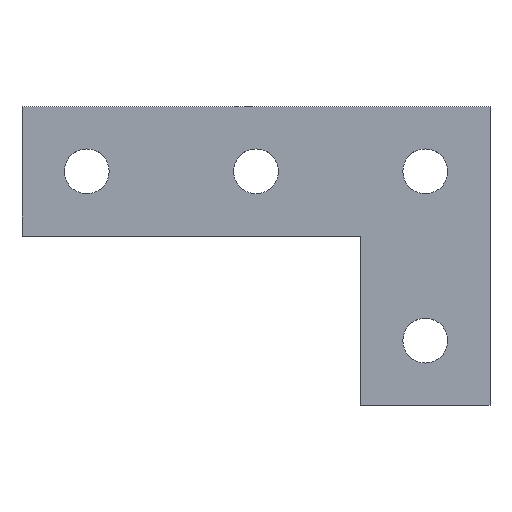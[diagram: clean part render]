
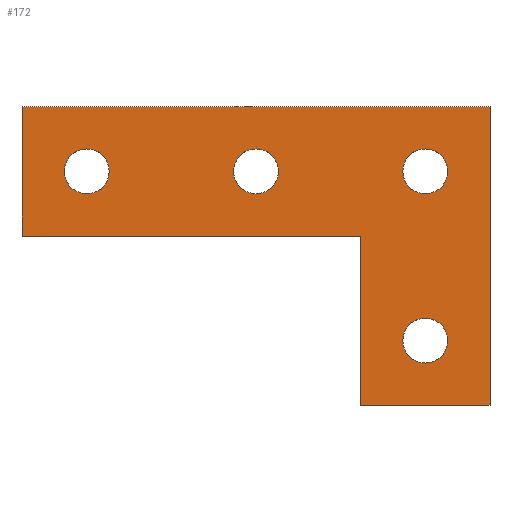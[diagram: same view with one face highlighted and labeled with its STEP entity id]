
A CAD part, top view. The second image highlights one B-rep face of the part: STEP entity #172.
In plain terms, the highlighted planar face has unit normal (0, 0, 1).
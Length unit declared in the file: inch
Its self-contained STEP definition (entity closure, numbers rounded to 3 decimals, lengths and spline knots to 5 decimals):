
#172=ADVANCED_FACE('',(#313,#314,#315,#316,#317),#318,.T.);
#313=FACE_BOUND('',#659,.T.);
#314=FACE_BOUND('',#660,.T.);
#315=FACE_BOUND('',#661,.T.);
#316=FACE_BOUND('',#662,.T.);
#317=FACE_OUTER_BOUND('',#663,.T.);
#318=PLANE('',#664);
#659=EDGE_LOOP('',(#850,#851,#852,#853));
#660=EDGE_LOOP('',(#854,#855,#856,#857));
#661=EDGE_LOOP('',(#858,#859,#860,#861));
#662=EDGE_LOOP('',(#862,#863,#864,#865));
#663=EDGE_LOOP('',(#866,#867,#868,#869,#870,#871));
#664=AXIS2_PLACEMENT_3D('',#872,#873,#874);
#850=ORIENTED_EDGE('',*,*,#962,.F.);
#851=ORIENTED_EDGE('',*,*,#939,.F.);
#852=ORIENTED_EDGE('',*,*,#964,.F.);
#853=ORIENTED_EDGE('',*,*,#876,.F.);
#854=ORIENTED_EDGE('',*,*,#881,.F.);
#855=ORIENTED_EDGE('',*,*,#934,.F.);
#856=ORIENTED_EDGE('',*,*,#937,.F.);
#857=ORIENTED_EDGE('',*,*,#931,.F.);
#858=ORIENTED_EDGE('',*,*,#891,.F.);
#859=ORIENTED_EDGE('',*,*,#926,.F.);
#860=ORIENTED_EDGE('',*,*,#896,.F.);
#861=ORIENTED_EDGE('',*,*,#956,.F.);
#862=ORIENTED_EDGE('',*,*,#958,.F.);
#863=ORIENTED_EDGE('',*,*,#923,.F.);
#864=ORIENTED_EDGE('',*,*,#886,.F.);
#865=ORIENTED_EDGE('',*,*,#928,.F.);
#866=ORIENTED_EDGE('',*,*,#947,.F.);
#867=ORIENTED_EDGE('',*,*,#919,.F.);
#868=ORIENTED_EDGE('',*,*,#953,.F.);
#869=ORIENTED_EDGE('',*,*,#950,.F.);
#870=ORIENTED_EDGE('',*,*,#943,.F.);
#871=ORIENTED_EDGE('',*,*,#960,.F.);
#872=CARTESIAN_POINT('',(1.70326,0.10957,0.125));
#873=DIRECTION('',(0.0,0.0,1.0));
#874=DIRECTION('',(1.0,0.0,0.0));
#876=EDGE_CURVE('',#967,#968,#969,.T.);
#881=EDGE_CURVE('',#976,#977,#978,.T.);
#886=EDGE_CURVE('',#985,#986,#987,.T.);
#891=EDGE_CURVE('',#994,#995,#996,.T.);
#896=EDGE_CURVE('',#1003,#1004,#1005,.T.);
#919=EDGE_CURVE('',#1042,#1043,#1044,.T.);
#923=EDGE_CURVE('',#986,#1048,#1049,.T.);
#926=EDGE_CURVE('',#1004,#994,#1052,.T.);
#928=EDGE_CURVE('',#1054,#985,#1055,.T.);
#931=EDGE_CURVE('',#977,#1058,#1059,.T.);
#934=EDGE_CURVE('',#1062,#976,#1063,.T.);
#937=EDGE_CURVE('',#1058,#1062,#1066,.T.);
#939=EDGE_CURVE('',#1068,#1069,#1070,.T.);
#943=EDGE_CURVE('',#1074,#1075,#1076,.T.);
#947=EDGE_CURVE('',#1043,#1080,#1081,.T.);
#950=EDGE_CURVE('',#1075,#1084,#1085,.T.);
#953=EDGE_CURVE('',#1084,#1042,#1088,.T.);
#956=EDGE_CURVE('',#995,#1003,#1091,.T.);
#958=EDGE_CURVE('',#1048,#1054,#1093,.T.);
#960=EDGE_CURVE('',#1080,#1074,#1095,.T.);
#962=EDGE_CURVE('',#1069,#967,#1097,.T.);
#964=EDGE_CURVE('',#968,#1068,#1099,.T.);
#967=VERTEX_POINT('',#1102);
#968=VERTEX_POINT('',#1103);
#969=B_SPLINE_CURVE_WITH_KNOTS('',3,(#1104,#1105,#1106,#1107),.UNSPECIFIED.,.F.,.F.,(4,4),(0.0,1.0),.UNSPECIFIED.);
#976=VERTEX_POINT('',#1119);
#977=VERTEX_POINT('',#1120);
#978=B_SPLINE_CURVE_WITH_KNOTS('',3,(#1121,#1122,#1123,#1124),.UNSPECIFIED.,.F.,.F.,(4,4),(0.0,1.0),.UNSPECIFIED.);
#985=VERTEX_POINT('',#1136);
#986=VERTEX_POINT('',#1137);
#987=B_SPLINE_CURVE_WITH_KNOTS('',3,(#1138,#1139,#1140,#1141),.UNSPECIFIED.,.F.,.F.,(4,4),(0.0,1.0),.UNSPECIFIED.);
#994=VERTEX_POINT('',#1153);
#995=VERTEX_POINT('',#1154);
#996=B_SPLINE_CURVE_WITH_KNOTS('',3,(#1155,#1156,#1157,#1158),.UNSPECIFIED.,.F.,.F.,(4,4),(0.0,1.0),.UNSPECIFIED.);
#1003=VERTEX_POINT('',#1170);
#1004=VERTEX_POINT('',#1171);
#1005=B_SPLINE_CURVE_WITH_KNOTS('',3,(#1172,#1173,#1174,#1175),.UNSPECIFIED.,.F.,.F.,(4,4),(0.0,1.0),.UNSPECIFIED.);
#1042=VERTEX_POINT('',#1256);
#1043=VERTEX_POINT('',#1257);
#1044=LINE('',#1258,#1259);
#1048=VERTEX_POINT('',#1265);
#1049=B_SPLINE_CURVE_WITH_KNOTS('',3,(#1266,#1267,#1268,#1269),.UNSPECIFIED.,.F.,.F.,(4,4),(0.0,1.0),.UNSPECIFIED.);
#1052=B_SPLINE_CURVE_WITH_KNOTS('',3,(#1273,#1274,#1275,#1276),.UNSPECIFIED.,.F.,.F.,(4,4),(0.0,1.0),.UNSPECIFIED.);
#1054=VERTEX_POINT('',#1278);
#1055=B_SPLINE_CURVE_WITH_KNOTS('',3,(#1279,#1280,#1281,#1282),.UNSPECIFIED.,.F.,.F.,(4,4),(0.0,1.0),.UNSPECIFIED.);
#1058=VERTEX_POINT('',#1286);
#1059=B_SPLINE_CURVE_WITH_KNOTS('',3,(#1287,#1288,#1289,#1290),.UNSPECIFIED.,.F.,.F.,(4,4),(0.0,1.0),.UNSPECIFIED.);
#1062=VERTEX_POINT('',#1294);
#1063=B_SPLINE_CURVE_WITH_KNOTS('',3,(#1295,#1296,#1297,#1298),.UNSPECIFIED.,.F.,.F.,(4,4),(0.0,1.0),.UNSPECIFIED.);
#1066=B_SPLINE_CURVE_WITH_KNOTS('',3,(#1302,#1303,#1304,#1305),.UNSPECIFIED.,.F.,.F.,(4,4),(0.0,1.0),.UNSPECIFIED.);
#1068=VERTEX_POINT('',#1307);
#1069=VERTEX_POINT('',#1308);
#1070=B_SPLINE_CURVE_WITH_KNOTS('',3,(#1309,#1310,#1311,#1312),.UNSPECIFIED.,.F.,.F.,(4,4),(0.0,1.0),.UNSPECIFIED.);
#1074=VERTEX_POINT('',#1318);
#1075=VERTEX_POINT('',#1319);
#1076=LINE('',#1320,#1321);
#1080=VERTEX_POINT('',#1327);
#1081=LINE('',#1328,#1329);
#1084=VERTEX_POINT('',#1333);
#1085=LINE('',#1334,#1335);
#1088=LINE('',#1339,#1340);
#1091=B_SPLINE_CURVE_WITH_KNOTS('',3,(#1343,#1344,#1345,#1346),.UNSPECIFIED.,.F.,.F.,(4,4),(0.0,1.0),.UNSPECIFIED.);
#1093=B_SPLINE_CURVE_WITH_KNOTS('',3,(#1348,#1349,#1350,#1351),.UNSPECIFIED.,.F.,.F.,(4,4),(0.0,1.0),.UNSPECIFIED.);
#1095=LINE('',#1353,#1354);
#1097=B_SPLINE_CURVE_WITH_KNOTS('',3,(#1356,#1357,#1358,#1359),.UNSPECIFIED.,.F.,.F.,(4,4),(0.0,1.0),.UNSPECIFIED.);
#1099=B_SPLINE_CURVE_WITH_KNOTS('',3,(#1361,#1362,#1363,#1364),.UNSPECIFIED.,.F.,.F.,(4,4),(0.0,1.0),.UNSPECIFIED.);
#1102=CARTESIAN_POINT('',(1.46869,0.54685,0.125));
#1103=CARTESIAN_POINT('',(1.32807,0.40622,0.125));
#1104=CARTESIAN_POINT('',(1.46869,0.54685,0.125));
#1105=CARTESIAN_POINT('',(1.39103,0.54685,0.125));
#1106=CARTESIAN_POINT('',(1.32807,0.48389,0.125));
#1107=CARTESIAN_POINT('',(1.32807,0.40622,0.125));
#1119=CARTESIAN_POINT('',(0.54685,0.40622,0.125));
#1120=CARTESIAN_POINT('',(0.40624,0.54685,0.125));
#1121=CARTESIAN_POINT('',(0.54685,0.40622,0.125));
#1122=CARTESIAN_POINT('',(0.54685,0.48389,0.125));
#1123=CARTESIAN_POINT('',(0.4839,0.54685,0.125));
#1124=CARTESIAN_POINT('',(0.40624,0.54685,0.125));
#1136=CARTESIAN_POINT('',(2.39052,-0.65622,0.125));
#1137=CARTESIAN_POINT('',(2.53113,-0.79685,0.125));
#1138=CARTESIAN_POINT('',(2.39052,-0.65622,0.125));
#1139=CARTESIAN_POINT('',(2.39052,-0.73389,0.125));
#1140=CARTESIAN_POINT('',(2.45347,-0.79685,0.125));
#1141=CARTESIAN_POINT('',(2.53113,-0.79685,0.125));
#1153=CARTESIAN_POINT('',(2.67177,0.40622,0.125));
#1154=CARTESIAN_POINT('',(2.53113,0.54685,0.125));
#1155=CARTESIAN_POINT('',(2.67177,0.40622,0.125));
#1156=CARTESIAN_POINT('',(2.67177,0.48389,0.125));
#1157=CARTESIAN_POINT('',(2.6088,0.54685,0.125));
#1158=CARTESIAN_POINT('',(2.53113,0.54685,0.125));
#1170=CARTESIAN_POINT('',(2.39052,0.40622,0.125));
#1171=CARTESIAN_POINT('',(2.53113,0.26561,0.125));
#1172=CARTESIAN_POINT('',(2.39052,0.40622,0.125));
#1173=CARTESIAN_POINT('',(2.39052,0.32857,0.125));
#1174=CARTESIAN_POINT('',(2.45347,0.26561,0.125));
#1175=CARTESIAN_POINT('',(2.53113,0.26561,0.125));
#1256=CARTESIAN_POINT('',(2.12491,0.0,0.125));
#1257=CARTESIAN_POINT('',(0.0,0.0,0.125));
#1258=CARTESIAN_POINT('',(2.12491,0.0,0.125));
#1259=VECTOR('',#1382,1.0);
#1265=CARTESIAN_POINT('',(2.67177,-0.65622,0.125));
#1266=CARTESIAN_POINT('',(2.53113,-0.79685,0.125));
#1267=CARTESIAN_POINT('',(2.6088,-0.79685,0.125));
#1268=CARTESIAN_POINT('',(2.67177,-0.73389,0.125));
#1269=CARTESIAN_POINT('',(2.67177,-0.65622,0.125));
#1273=CARTESIAN_POINT('',(2.53113,0.26561,0.125));
#1274=CARTESIAN_POINT('',(2.6088,0.26561,0.125));
#1275=CARTESIAN_POINT('',(2.67177,0.32857,0.125));
#1276=CARTESIAN_POINT('',(2.67177,0.40622,0.125));
#1278=CARTESIAN_POINT('',(2.53113,-0.51561,0.125));
#1279=CARTESIAN_POINT('',(2.53113,-0.51561,0.125));
#1280=CARTESIAN_POINT('',(2.45347,-0.51561,0.125));
#1281=CARTESIAN_POINT('',(2.39052,-0.57857,0.125));
#1282=CARTESIAN_POINT('',(2.39052,-0.65622,0.125));
#1286=CARTESIAN_POINT('',(0.26563,0.40622,0.125));
#1287=CARTESIAN_POINT('',(0.40624,0.54685,0.125));
#1288=CARTESIAN_POINT('',(0.32857,0.54685,0.125));
#1289=CARTESIAN_POINT('',(0.26563,0.48389,0.125));
#1290=CARTESIAN_POINT('',(0.26563,0.40622,0.125));
#1294=CARTESIAN_POINT('',(0.40624,0.26561,0.125));
#1295=CARTESIAN_POINT('',(0.40624,0.26561,0.125));
#1296=CARTESIAN_POINT('',(0.4839,0.26561,0.125));
#1297=CARTESIAN_POINT('',(0.54685,0.32857,0.125));
#1298=CARTESIAN_POINT('',(0.54685,0.40622,0.125));
#1302=CARTESIAN_POINT('',(0.26563,0.40622,0.125));
#1303=CARTESIAN_POINT('',(0.26563,0.32857,0.125));
#1304=CARTESIAN_POINT('',(0.32857,0.26561,0.125));
#1305=CARTESIAN_POINT('',(0.40624,0.26561,0.125));
#1307=CARTESIAN_POINT('',(1.46869,0.26561,0.125));
#1308=CARTESIAN_POINT('',(1.60932,0.40622,0.125));
#1309=CARTESIAN_POINT('',(1.46869,0.26561,0.125));
#1310=CARTESIAN_POINT('',(1.54635,0.26561,0.125));
#1311=CARTESIAN_POINT('',(1.60932,0.32857,0.125));
#1312=CARTESIAN_POINT('',(1.60932,0.40622,0.125));
#1318=CARTESIAN_POINT('',(2.93737,0.81246,0.125));
#1319=CARTESIAN_POINT('',(2.93737,-1.06246,0.125));
#1320=CARTESIAN_POINT('',(2.93737,0.81246,0.125));
#1321=VECTOR('',#1391,1.0);
#1327=CARTESIAN_POINT('',(0.0,0.81246,0.125));
#1328=CARTESIAN_POINT('',(0.0,0.0,0.125));
#1329=VECTOR('',#1394,1.0);
#1333=CARTESIAN_POINT('',(2.12491,-1.06246,0.125));
#1334=CARTESIAN_POINT('',(2.93737,-1.06246,0.125));
#1335=VECTOR('',#1396,1.0);
#1339=CARTESIAN_POINT('',(2.12491,-1.06246,0.125));
#1340=VECTOR('',#1398,1.0);
#1343=CARTESIAN_POINT('',(2.53113,0.54685,0.125));
#1344=CARTESIAN_POINT('',(2.45347,0.54685,0.125));
#1345=CARTESIAN_POINT('',(2.39052,0.48389,0.125));
#1346=CARTESIAN_POINT('',(2.39052,0.40622,0.125));
#1348=CARTESIAN_POINT('',(2.67177,-0.65622,0.125));
#1349=CARTESIAN_POINT('',(2.67177,-0.57857,0.125));
#1350=CARTESIAN_POINT('',(2.6088,-0.51561,0.125));
#1351=CARTESIAN_POINT('',(2.53113,-0.51561,0.125));
#1353=CARTESIAN_POINT('',(0.0,0.81246,0.125));
#1354=VECTOR('',#1399,1.0);
#1356=CARTESIAN_POINT('',(1.60932,0.40622,0.125));
#1357=CARTESIAN_POINT('',(1.60932,0.48389,0.125));
#1358=CARTESIAN_POINT('',(1.54635,0.54685,0.125));
#1359=CARTESIAN_POINT('',(1.46869,0.54685,0.125));
#1361=CARTESIAN_POINT('',(1.32807,0.40622,0.125));
#1362=CARTESIAN_POINT('',(1.32807,0.32857,0.125));
#1363=CARTESIAN_POINT('',(1.39103,0.26561,0.125));
#1364=CARTESIAN_POINT('',(1.46869,0.26561,0.125));
#1382=DIRECTION('',(-1.0,0.0,0.0));
#1391=DIRECTION('',(0.0,-1.0,0.0));
#1394=DIRECTION('',(0.0,1.0,0.0));
#1396=DIRECTION('',(-1.0,0.0,0.0));
#1398=DIRECTION('',(0.0,1.0,0.0));
#1399=DIRECTION('',(1.0,0.0,0.0));
